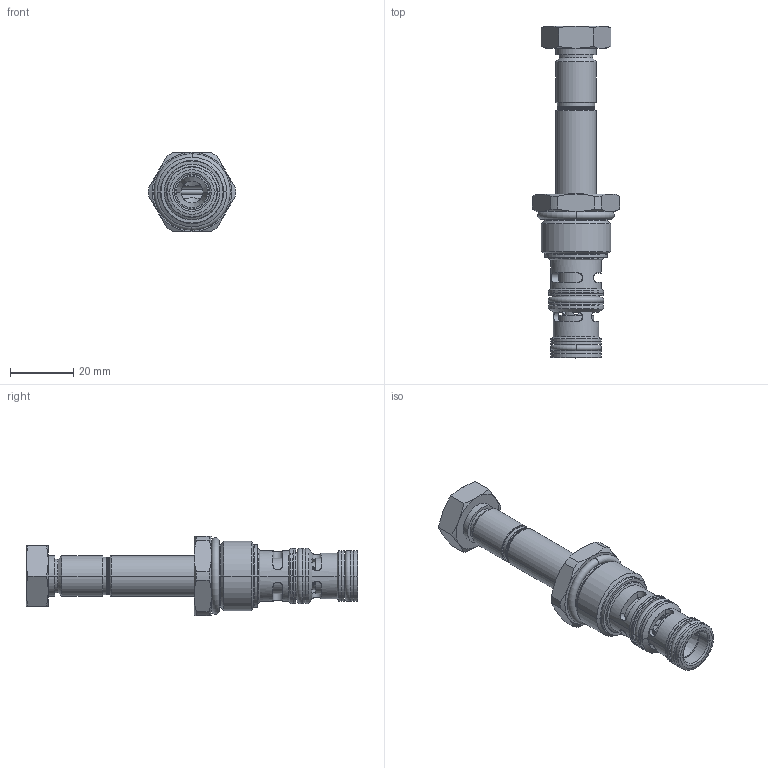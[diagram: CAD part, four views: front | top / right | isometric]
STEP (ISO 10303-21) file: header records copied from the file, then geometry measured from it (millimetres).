
FILE_DESCRIPTION((''),'2;1');
FILE_NAME('DMUTXHN','2022-09-01T11:19:06',('AlainG'),('Sun Hydraulics LLC'),'CREO PARAMETRIC BY PTC INC, 2021072','CREO PARAMETRIC BY PTC INC, 2021072','');
FILE_SCHEMA(('AUTOMOTIVE_DESIGN { 1 0 10303 214 1 1 1 1 }'));
Length unit declared in the file: inch
Products named in the file (1): DMUTXHN
Bounding box: 27.5 x 104.7 x 25 mm (x, y, z)
Volume: 16243.6 mm3; surface area: 13782 mm2
Topology: 2 solids, 2 shells, 719 faces, 2158 edges, 1400 vertices
Faces by surface type: plane 360, cylinder 231, cone 82, torus 46
Entity records: 28579 total; most frequent: CARTESIAN_POINT 7947, ORIENTED_EDGE 4316, DIRECTION 4204, EDGE_CURVE 2158, AXIS2_PLACEMENT_3D 1614, VERTEX_POINT 1400, VECTOR 973, LINE 973
